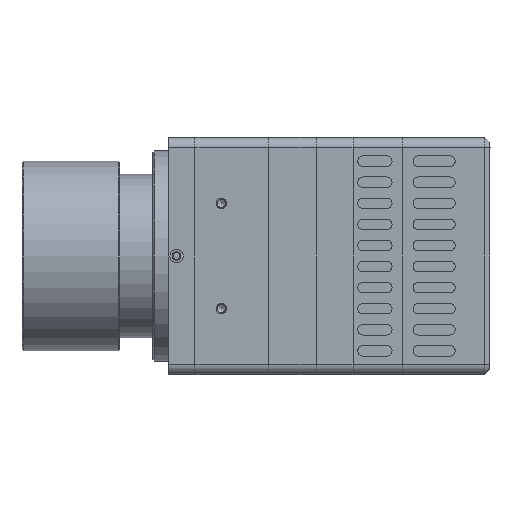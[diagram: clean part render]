
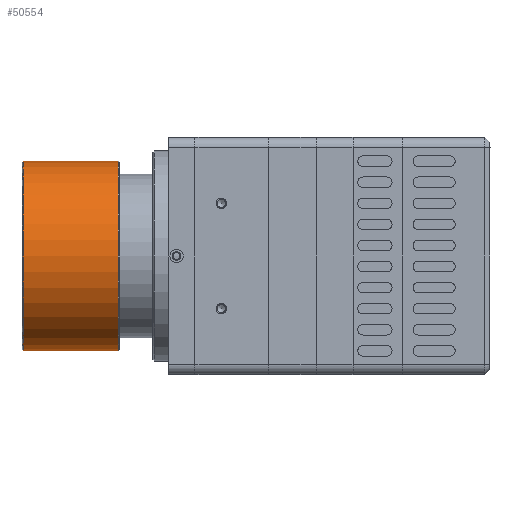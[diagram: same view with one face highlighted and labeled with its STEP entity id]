
A CAD part, left-side view. The second image highlights one B-rep face of the part: STEP entity #50554.
In plain terms, the highlighted cylindrical face has radius 18 mm (diameter 36 mm), a full revolution.
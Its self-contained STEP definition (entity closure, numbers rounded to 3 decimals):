
#638 = AXIS2_PLACEMENT_3D ( 'NONE', #13000, #84709, #61614 ) ;
#2577 = FACE_OUTER_BOUND ( 'NONE', #18690, .T. ) ;
#6511 = EDGE_LOOP ( 'NONE', ( #12924 ) ) ;
#10125 = CYLINDRICAL_SURFACE ( 'NONE', #40077, 18. ) ;
#11933 = ORIENTED_EDGE ( 'NONE', *, *, #17544, .T. ) ;
#12426 = EDGE_CURVE ( 'NONE', #48770, #48770, #92373, .T. ) ;
#12924 = ORIENTED_EDGE ( 'NONE', *, *, #12426, .T. ) ;
#13000 = CARTESIAN_POINT ( 'NONE',  ( 0., 28.43, 0. ) ) ;
#14280 = CARTESIAN_POINT ( 'NONE',  ( -18., 46.53, 0. ) ) ;
#17544 = EDGE_CURVE ( 'NONE', #58617, #58617, #76035, .T. ) ;
#18132 = CARTESIAN_POINT ( 'NONE',  ( 0., 41.578, 0. ) ) ;
#18690 = EDGE_LOOP ( 'NONE', ( #11933 ) ) ;
#27896 = CARTESIAN_POINT ( 'NONE',  ( 0., 46.53, 0. ) ) ;
#33776 = AXIS2_PLACEMENT_3D ( 'NONE', #27896, #56688, #85469 ) ;
#40077 = AXIS2_PLACEMENT_3D ( 'NONE', #18132, #67246, #54470 ) ;
#48770 = VERTEX_POINT ( 'NONE', #14280 ) ;
#50554 = ADVANCED_FACE ( 'NONE', ( #52614, #2577 ), #10125, .T. ) ;
#52614 = FACE_OUTER_BOUND ( 'NONE', #6511, .T. ) ;
#54470 = DIRECTION ( 'NONE',  ( -1., 0., 0. ) ) ;
#56688 = DIRECTION ( 'NONE',  ( 0., -1., 0. ) ) ;
#58617 = VERTEX_POINT ( 'NONE', #66617 ) ;
#61614 = DIRECTION ( 'NONE',  ( -1., 0., 0. ) ) ;
#66617 = CARTESIAN_POINT ( 'NONE',  ( -18., 28.43, 0. ) ) ;
#67246 = DIRECTION ( 'NONE',  ( 0., 1., 0. ) ) ;
#76035 = CIRCLE ( 'NONE', #638, 18. ) ;
#84709 = DIRECTION ( 'NONE',  ( 0., 1., 0. ) ) ;
#85469 = DIRECTION ( 'NONE',  ( -1., 0., 0. ) ) ;
#92373 = CIRCLE ( 'NONE', #33776, 18. ) ;
